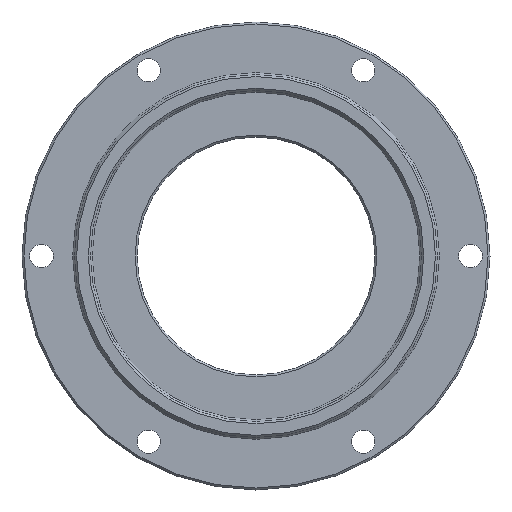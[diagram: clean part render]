
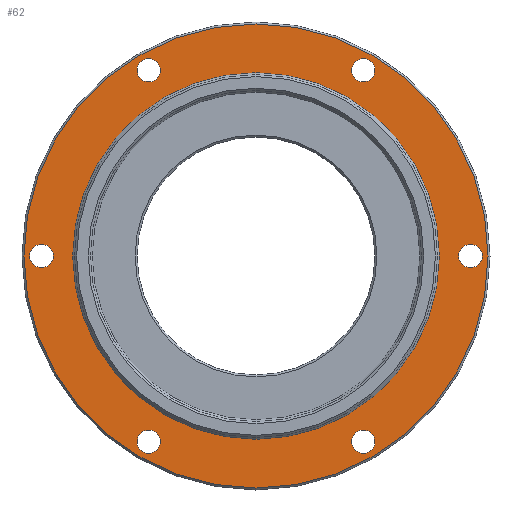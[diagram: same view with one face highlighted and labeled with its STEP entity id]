
A CAD part, left-side view. The second image highlights one B-rep face of the part: STEP entity #62.
In plain terms, the highlighted planar face has unit normal (-1, 0, 0).
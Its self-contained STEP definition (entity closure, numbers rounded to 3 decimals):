
#62=ADVANCED_FACE('',(#308,#310,#312,#314,#316,#318,#320,#322),#324,.T.);
#308=FACE_BOUND('',#309,.T.);
#309=EDGE_LOOP('',(#553));
#310=FACE_BOUND('',#311,.T.);
#311=EDGE_LOOP('',(#554));
#312=FACE_BOUND('',#313,.T.);
#313=EDGE_LOOP('',(#555));
#314=FACE_BOUND('',#315,.T.);
#315=EDGE_LOOP('',(#556));
#316=FACE_BOUND('',#317,.T.);
#317=EDGE_LOOP('',(#557));
#318=FACE_BOUND('',#319,.T.);
#319=EDGE_LOOP('',(#558));
#320=FACE_BOUND('',#321,.T.);
#321=EDGE_LOOP('',(#559));
#322=FACE_BOUND('',#323,.T.);
#323=EDGE_LOOP('',(#560));
#324=PLANE('',#325);
#325=AXIS2_PLACEMENT_3D('',#326,#327,#328);
#326=CARTESIAN_POINT('',(-184.4,0.,0.));
#327=DIRECTION('',(-1.,0.,0.));
#328=DIRECTION('',(0.,0.,1.));
#553=ORIENTED_EDGE('',*,*,#617,.T.);
#554=ORIENTED_EDGE('',*,*,#618,.T.);
#555=ORIENTED_EDGE('',*,*,#619,.T.);
#556=ORIENTED_EDGE('',*,*,#620,.T.);
#557=ORIENTED_EDGE('',*,*,#621,.T.);
#558=ORIENTED_EDGE('',*,*,#622,.T.);
#559=ORIENTED_EDGE('',*,*,#623,.T.);
#560=ORIENTED_EDGE('',*,*,#624,.F.);
#617=EDGE_CURVE('',#657,#657,#658,.T.);
#618=EDGE_CURVE('',#659,#659,#660,.T.);
#619=EDGE_CURVE('',#661,#661,#662,.T.);
#620=EDGE_CURVE('',#663,#663,#664,.T.);
#621=EDGE_CURVE('',#665,#665,#666,.T.);
#622=EDGE_CURVE('',#667,#667,#668,.T.);
#623=EDGE_CURVE('',#669,#669,#670,.T.);
#624=EDGE_CURVE('',#671,#671,#672,.T.);
#657=VERTEX_POINT('',#745);
#658=CIRCLE('',#746,119.);
#659=VERTEX_POINT('',#750);
#660=CIRCLE('',#751,6.);
#661=VERTEX_POINT('',#755);
#662=CIRCLE('',#756,6.);
#663=VERTEX_POINT('',#760);
#664=CIRCLE('',#761,6.);
#665=VERTEX_POINT('',#765);
#666=CIRCLE('',#766,6.);
#667=VERTEX_POINT('',#770);
#668=CIRCLE('',#771,6.);
#669=VERTEX_POINT('',#775);
#670=CIRCLE('',#776,6.);
#671=VERTEX_POINT('',#780);
#672=CIRCLE('',#781,94.);
#745=CARTESIAN_POINT('',(-184.4,0.,119.));
#746=AXIS2_PLACEMENT_3D('',#747,#748,#749);
#747=CARTESIAN_POINT('',(-184.4,0.,0.));
#748=DIRECTION('',(-1.,0.,0.));
#749=DIRECTION('',(0.,0.,1.));
#750=CARTESIAN_POINT('',(-184.4,-110.,-6.));
#751=AXIS2_PLACEMENT_3D('',#752,#753,#754);
#752=CARTESIAN_POINT('',(-184.4,-110.,0.));
#753=DIRECTION('',(1.,0.,0.));
#754=DIRECTION('',(0.,0.,-1.));
#755=CARTESIAN_POINT('',(-184.4,-55.,101.263));
#756=AXIS2_PLACEMENT_3D('',#757,#758,#759);
#757=CARTESIAN_POINT('',(-184.4,-55.,95.263));
#758=DIRECTION('',(1.,0.,0.));
#759=DIRECTION('',(0.,0.,1.));
#760=CARTESIAN_POINT('',(-184.4,-55.,-89.263));
#761=AXIS2_PLACEMENT_3D('',#762,#763,#764);
#762=CARTESIAN_POINT('',(-184.4,-55.,-95.263));
#763=DIRECTION('',(1.,0.,0.));
#764=DIRECTION('',(0.,0.,1.));
#765=CARTESIAN_POINT('',(-184.4,110.,6.));
#766=AXIS2_PLACEMENT_3D('',#767,#768,#769);
#767=CARTESIAN_POINT('',(-184.4,110.,0.));
#768=DIRECTION('',(1.,0.,0.));
#769=DIRECTION('',(0.,0.,1.));
#770=CARTESIAN_POINT('',(-184.4,55.,-101.263));
#771=AXIS2_PLACEMENT_3D('',#772,#773,#774);
#772=CARTESIAN_POINT('',(-184.4,55.,-95.263));
#773=DIRECTION('',(1.,0.,0.));
#774=DIRECTION('',(0.,0.,-1.));
#775=CARTESIAN_POINT('',(-184.4,55.,89.263));
#776=AXIS2_PLACEMENT_3D('',#777,#778,#779);
#777=CARTESIAN_POINT('',(-184.4,55.,95.263));
#778=DIRECTION('',(1.,0.,0.));
#779=DIRECTION('',(0.,0.,-1.));
#780=CARTESIAN_POINT('',(-184.4,0.,94.));
#781=AXIS2_PLACEMENT_3D('',#782,#783,#784);
#782=CARTESIAN_POINT('',(-184.4,0.,0.));
#783=DIRECTION('',(-1.,0.,0.));
#784=DIRECTION('',(0.,0.,1.));
